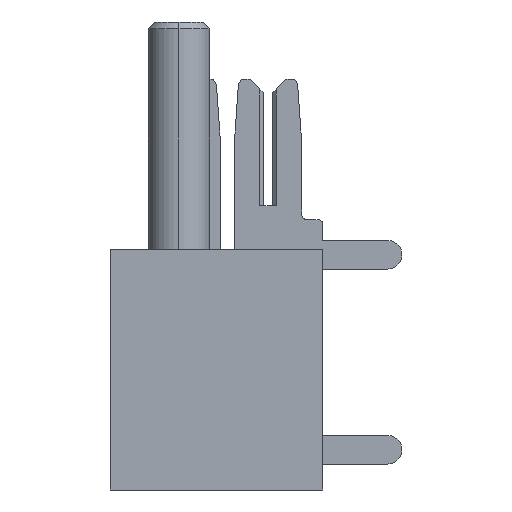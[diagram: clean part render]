
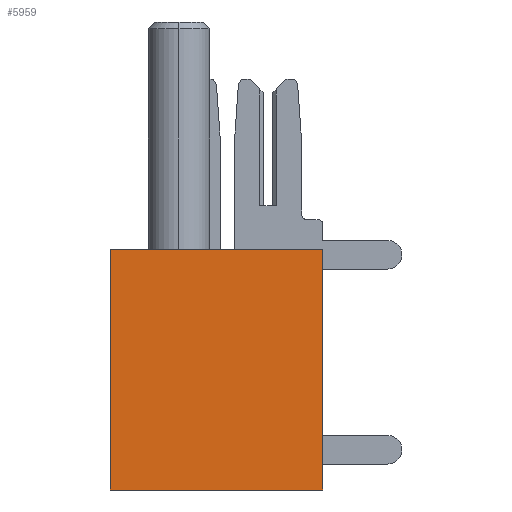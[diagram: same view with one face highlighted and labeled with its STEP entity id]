
A CAD part, left-side view. The second image highlights one B-rep face of the part: STEP entity #5959.
In plain terms, the highlighted planar face has unit normal (-1, 0, 0).
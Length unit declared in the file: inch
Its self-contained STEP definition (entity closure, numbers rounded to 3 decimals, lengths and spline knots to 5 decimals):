
#674 = LINE ( 'NONE', #1219, #2541 ) ;
#744 = PLANE ( 'NONE',  #5314 ) ;
#863 = DIRECTION ( 'NONE',  ( -1., 0., 0. ) ) ;
#948 = ORIENTED_EDGE ( 'NONE', *, *, #4397, .T. ) ;
#1219 = CARTESIAN_POINT ( 'NONE',  ( 0., 0., -0.37 ) ) ;
#1363 = CARTESIAN_POINT ( 'NONE',  ( 0., 0., -0.37 ) ) ;
#1428 = ORIENTED_EDGE ( 'NONE', *, *, #8306, .F. ) ;
#1435 = LINE ( 'NONE', #5421, #7754 ) ;
#1533 = VECTOR ( 'NONE', #2266, 39.37008 ) ;
#2266 = DIRECTION ( 'NONE',  ( 0., -1., 0. ) ) ;
#2497 = LINE ( 'NONE', #5406, #7772 ) ;
#2541 = VECTOR ( 'NONE', #5201, 39.37008 ) ;
#2562 = CARTESIAN_POINT ( 'NONE',  ( 0., 0.327, 0. ) ) ;
#2821 = DIRECTION ( 'NONE',  ( 0., 0., 1. ) ) ;
#3484 = VERTEX_POINT ( 'NONE', #8305 ) ;
#4175 = VERTEX_POINT ( 'NONE', #6979 ) ;
#4397 = EDGE_CURVE ( 'NONE', #8173, #4175, #674, .T. ) ;
#4416 = EDGE_LOOP ( 'NONE', ( #1428, #5765, #7073, #948 ) ) ;
#4502 = VERTEX_POINT ( 'NONE', #2562 ) ;
#5201 = DIRECTION ( 'NONE',  ( 0., 0., 1. ) ) ;
#5314 = AXIS2_PLACEMENT_3D ( 'NONE', #6636, #863, #7331 ) ;
#5406 = CARTESIAN_POINT ( 'NONE',  ( 0., 0., -0.37 ) ) ;
#5421 = CARTESIAN_POINT ( 'NONE',  ( 0., 0.327, -0.37 ) ) ;
#5431 = DIRECTION ( 'NONE',  ( 0., -1., 0. ) ) ;
#5765 = ORIENTED_EDGE ( 'NONE', *, *, #7648, .F. ) ;
#5959 = ADVANCED_FACE ( 'NONE', ( #7175 ), #744, .T. ) ;
#6636 = CARTESIAN_POINT ( 'NONE',  ( 0., 0., -0.37 ) ) ;
#6673 = EDGE_CURVE ( 'NONE', #3484, #8173, #2497, .T. ) ;
#6824 = CARTESIAN_POINT ( 'NONE',  ( 0., 0., 0. ) ) ;
#6979 = CARTESIAN_POINT ( 'NONE',  ( 0., 0., 0. ) ) ;
#7073 = ORIENTED_EDGE ( 'NONE', *, *, #6673, .T. ) ;
#7135 = LINE ( 'NONE', #6824, #1533 ) ;
#7175 = FACE_OUTER_BOUND ( 'NONE', #4416, .T. ) ;
#7331 = DIRECTION ( 'NONE',  ( 0., 0., 1. ) ) ;
#7648 = EDGE_CURVE ( 'NONE', #3484, #4502, #1435, .T. ) ;
#7754 = VECTOR ( 'NONE', #2821, 39.37008 ) ;
#7772 = VECTOR ( 'NONE', #5431, 39.37008 ) ;
#8173 = VERTEX_POINT ( 'NONE', #1363 ) ;
#8305 = CARTESIAN_POINT ( 'NONE',  ( 0., 0.327, -0.37 ) ) ;
#8306 = EDGE_CURVE ( 'NONE', #4502, #4175, #7135, .T. ) ;
